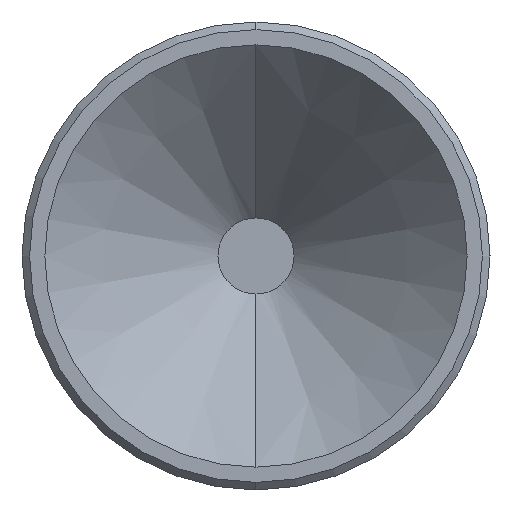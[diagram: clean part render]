
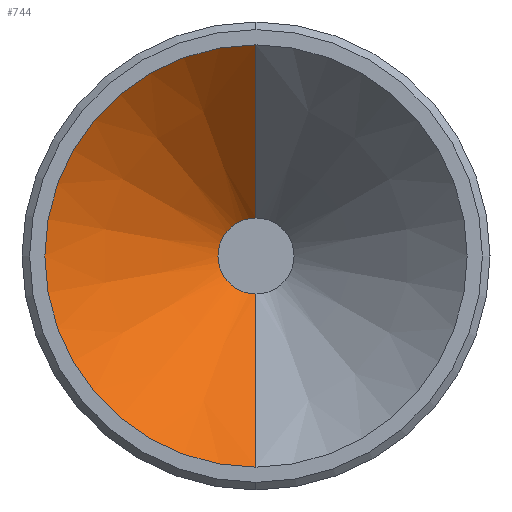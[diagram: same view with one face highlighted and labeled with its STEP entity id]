
A CAD part, left-side view. The second image highlights one B-rep face of the part: STEP entity #744.
In plain terms, the highlighted conical face has half-angle 45 degrees and reference radius 0.127 mm.
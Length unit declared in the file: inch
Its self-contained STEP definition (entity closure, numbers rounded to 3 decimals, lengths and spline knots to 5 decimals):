
#1 = CARTESIAN_POINT ( 'NONE',  ( -0.49376, 0., -0.005 ) ) ;
#42 = AXIS2_PLACEMENT_3D ( 'NONE', #1122, #323, #1027 ) ;
#83 = CARTESIAN_POINT ( 'NONE',  ( -0.49376, 0., 0.005 ) ) ;
#132 = CARTESIAN_POINT ( 'NONE',  ( -0.51651, 0., -0.02775 ) ) ;
#139 = DIRECTION ( 'NONE',  ( 0., 0., -1. ) ) ;
#158 = VERTEX_POINT ( 'NONE', #132 ) ;
#180 = VECTOR ( 'NONE', #789, 39.37008 ) ;
#213 = DIRECTION ( 'NONE',  ( 0., 0., 1. ) ) ;
#255 = EDGE_CURVE ( 'NONE', #158, #898, #734, .T. ) ;
#263 = ORIENTED_EDGE ( 'NONE', *, *, #255, .F. ) ;
#264 = EDGE_CURVE ( 'NONE', #283, #158, #505, .T. ) ;
#270 = EDGE_CURVE ( 'NONE', #498, #898, #980, .T. ) ;
#283 = VERTEX_POINT ( 'NONE', #1 ) ;
#323 = DIRECTION ( 'NONE',  ( 1., 0., 0. ) ) ;
#341 = CARTESIAN_POINT ( 'NONE',  ( -0.49376, 0., 0.005 ) ) ;
#349 = FACE_OUTER_BOUND ( 'NONE', #884, .T. ) ;
#353 = DIRECTION ( 'NONE',  ( -0.707, 0., 0.707 ) ) ;
#356 = CARTESIAN_POINT ( 'NONE',  ( -0.49376, 0., 0. ) ) ;
#498 = VERTEX_POINT ( 'NONE', #83 ) ;
#505 = LINE ( 'NONE', #772, #180 ) ;
#521 = CIRCLE ( 'NONE', #632, 0.005 ) ;
#617 = CARTESIAN_POINT ( 'NONE',  ( -0.49376, 0., 0. ) ) ;
#632 = AXIS2_PLACEMENT_3D ( 'NONE', #617, #956, #213 ) ;
#680 = CONICAL_SURFACE ( 'NONE', #696, 0.005, 0.785 ) ;
#686 = EDGE_CURVE ( 'NONE', #283, #498, #521, .T. ) ;
#696 = AXIS2_PLACEMENT_3D ( 'NONE', #356, #1105, #139 ) ;
#715 = ORIENTED_EDGE ( 'NONE', *, *, #270, .T. ) ;
#734 = CIRCLE ( 'NONE', #42, 0.02775 ) ;
#744 = ADVANCED_FACE ( 'NONE', ( #349 ), #680, .F. ) ;
#772 = CARTESIAN_POINT ( 'NONE',  ( -0.49376, 0., -0.005 ) ) ;
#789 = DIRECTION ( 'NONE',  ( -0.707, 0., -0.707 ) ) ;
#809 = CARTESIAN_POINT ( 'NONE',  ( -0.51651, 0., 0.02775 ) ) ;
#854 = ORIENTED_EDGE ( 'NONE', *, *, #686, .T. ) ;
#884 = EDGE_LOOP ( 'NONE', ( #854, #715, #263, #906 ) ) ;
#898 = VERTEX_POINT ( 'NONE', #809 ) ;
#906 = ORIENTED_EDGE ( 'NONE', *, *, #264, .F. ) ;
#956 = DIRECTION ( 'NONE',  ( 1., 0., 0. ) ) ;
#980 = LINE ( 'NONE', #341, #1071 ) ;
#1027 = DIRECTION ( 'NONE',  ( 0., 0., 1. ) ) ;
#1071 = VECTOR ( 'NONE', #353, 39.37008 ) ;
#1105 = DIRECTION ( 'NONE',  ( -1., 0., 0. ) ) ;
#1122 = CARTESIAN_POINT ( 'NONE',  ( -0.51651, 0., 0. ) ) ;
